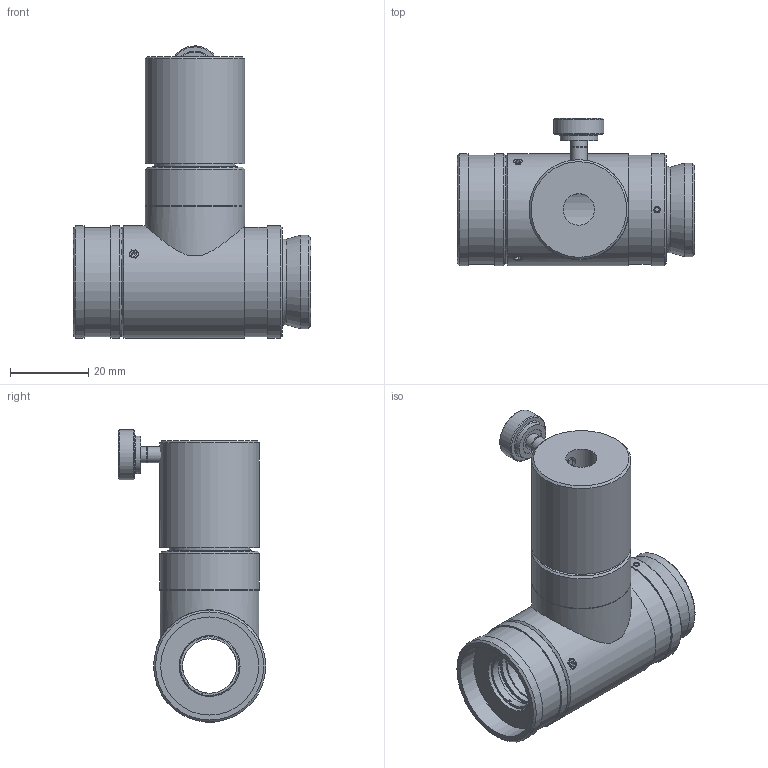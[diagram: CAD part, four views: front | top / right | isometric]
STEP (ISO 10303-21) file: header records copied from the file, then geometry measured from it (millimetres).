
FILE_DESCRIPTION((''),'2;1');
FILE_NAME('62707_0.stp','2010-06-03T12:21:52',('Cannarozzo'),(''),'Autodesk Inventor 2010','Autodesk Inventor 2010','');
FILE_SCHEMA(('AUTOMOTIVE_DESIGN { 1 0 10303 214 1 1 1 1 }'));
Length unit declared in the file: inch
Products named in the file (15): 62707_0 (LevelofDetail1); 62707.iam (~1) (~1); 61436; 61538; 7108; 7124; 60200.iam (~1); 60202; 61604; 7187; 7022; 7082; 4141; 61533; 60697
Assembly tree (16 placements, depth 5):
  62707_0 (LevelofDetail1)
    62707.iam (~1) (~1)
      61436
      61538
      7108  x3
      7124
      60200.iam (~1)
        60202
        61604
        7187
          7022
          7082
          4141
      61533
      60697
Bounding box: 60.63 x 37.58 x 74.47 mm (x, y, z)
Volume: 32316.2 mm3; surface area: 23127.8 mm2
Topology: 13 solids, 13 shells, 177 faces, 356 edges, 229 vertices
Faces by surface type: plane 86, cylinder 54, cone 31, bspline 3, sphere 3
Full cylindrical faces by diameter (mm): 1.588 x1, 1.593 x1, 1.981 x1, 2.159 x3, 2.845 x3, 3.302 x1, 3.81 x1, 4.166 x2, 6.807 x1, 6.858 x1, 8.026 x1, 9.601 x1, 12.7 x1, 13.843 x1, 14.275 x1, 14.3 x1, 15.037 x1, 15.164 x1, 15.469 x1, 15.5 x2, 15.799 x1, 16.516 x1, 17.323 x1, 19.05 x1, 19.842 x1, 20.32 x1, 20.574 x1, 21.031 x1, 21.412 x1, 22.098 x1
Entity records: 4698 total; most frequent: CARTESIAN_POINT 1287, DIRECTION 676, ORIENTED_EDGE 430, AXIS2_PLACEMENT_3D 310, EDGE_LOOP 284, EDGE_CURVE 215, VERTEX_POINT 187, FACE_OUTER_BOUND 155
